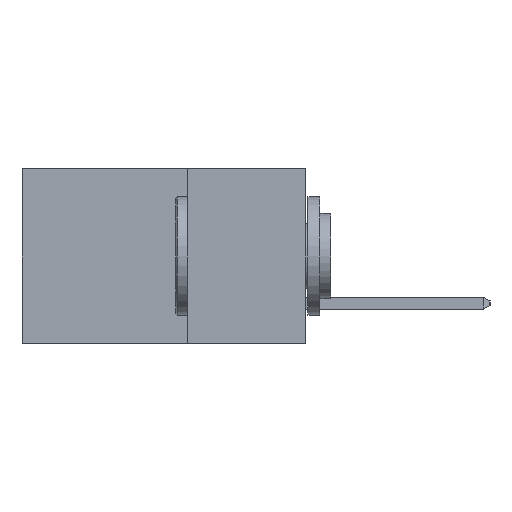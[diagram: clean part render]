
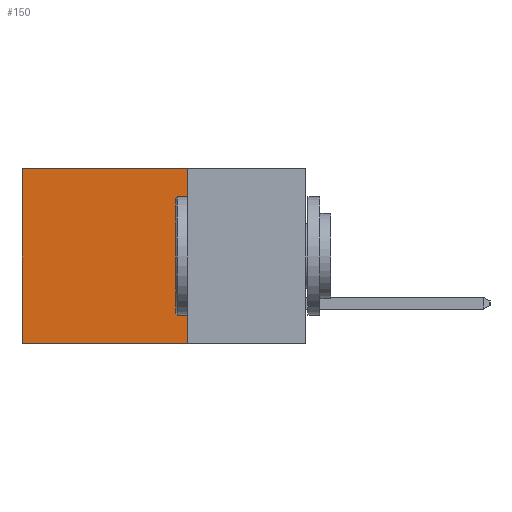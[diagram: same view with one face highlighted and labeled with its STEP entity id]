
A CAD part, left-side view. The second image highlights one B-rep face of the part: STEP entity #150.
In plain terms, the highlighted planar face has unit normal (-1, 0, 0).
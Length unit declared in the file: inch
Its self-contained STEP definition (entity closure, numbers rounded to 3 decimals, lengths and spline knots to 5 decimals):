
#150 = ADVANCED_FACE ( 'NONE', ( #16715 ), #6118, .F. ) ;
#952 = VECTOR ( 'NONE', #1556, 39.37008 ) ;
#1207 = EDGE_LOOP ( 'NONE', ( #8984, #4480, #11824, #18156 ) ) ;
#1556 = DIRECTION ( 'NONE',  ( 0., 1., 0. ) ) ;
#1732 = CARTESIAN_POINT ( 'NONE',  ( 0.2615, 0.6, 0. ) ) ;
#2220 = DIRECTION ( 'NONE',  ( 0., 0., -1. ) ) ;
#2508 = VERTEX_POINT ( 'NONE', #6236 ) ;
#2555 = EDGE_CURVE ( 'NONE', #9580, #2508, #7603, .T. ) ;
#2563 = CARTESIAN_POINT ( 'NONE',  ( 0.2615, 0.6, -0.37 ) ) ;
#2992 = CARTESIAN_POINT ( 'NONE',  ( 0.2615, 0.25, -0.37 ) ) ;
#4105 = VECTOR ( 'NONE', #6948, 39.37008 ) ;
#4480 = ORIENTED_EDGE ( 'NONE', *, *, #2555, .F. ) ;
#4824 = VECTOR ( 'NONE', #11050, 39.37008 ) ;
#6040 = DIRECTION ( 'NONE',  ( 0., 0., -1. ) ) ;
#6118 = PLANE ( 'NONE',  #14665 ) ;
#6236 = CARTESIAN_POINT ( 'NONE',  ( 0.2615, 0.6, -0.37 ) ) ;
#6925 = CARTESIAN_POINT ( 'NONE',  ( 0.2615, 0.25, -0.37 ) ) ;
#6948 = DIRECTION ( 'NONE',  ( 0., 1., 0. ) ) ;
#7224 = VECTOR ( 'NONE', #2220, 39.37008 ) ;
#7603 = LINE ( 'NONE', #6925, #4105 ) ;
#7703 = LINE ( 'NONE', #2563, #7224 ) ;
#8258 = EDGE_CURVE ( 'NONE', #10702, #9580, #8809, .T. ) ;
#8313 = CARTESIAN_POINT ( 'NONE',  ( 0.2615, 0.25, 0. ) ) ;
#8809 = LINE ( 'NONE', #11063, #4824 ) ;
#8984 = ORIENTED_EDGE ( 'NONE', *, *, #10513, .T. ) ;
#9273 = DIRECTION ( 'NONE',  ( 1., 0., 0. ) ) ;
#9286 = CARTESIAN_POINT ( 'NONE',  ( 0.2615, 0.25, 0. ) ) ;
#9580 = VERTEX_POINT ( 'NONE', #18415 ) ;
#10513 = EDGE_CURVE ( 'NONE', #10544, #2508, #7703, .T. ) ;
#10544 = VERTEX_POINT ( 'NONE', #1732 ) ;
#10702 = VERTEX_POINT ( 'NONE', #8313 ) ;
#11050 = DIRECTION ( 'NONE',  ( 0., 0., -1. ) ) ;
#11063 = CARTESIAN_POINT ( 'NONE',  ( 0.2615, 0.25, -0.37 ) ) ;
#11824 = ORIENTED_EDGE ( 'NONE', *, *, #8258, .F. ) ;
#14665 = AXIS2_PLACEMENT_3D ( 'NONE', #2992, #9273, #6040 ) ;
#16339 = EDGE_CURVE ( 'NONE', #10702, #10544, #17160, .T. ) ;
#16715 = FACE_OUTER_BOUND ( 'NONE', #1207, .T. ) ;
#17160 = LINE ( 'NONE', #9286, #952 ) ;
#18156 = ORIENTED_EDGE ( 'NONE', *, *, #16339, .T. ) ;
#18415 = CARTESIAN_POINT ( 'NONE',  ( 0.2615, 0.25, -0.37 ) ) ;
